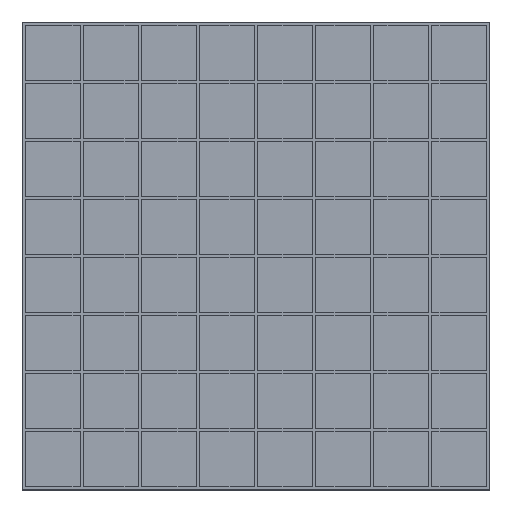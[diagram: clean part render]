
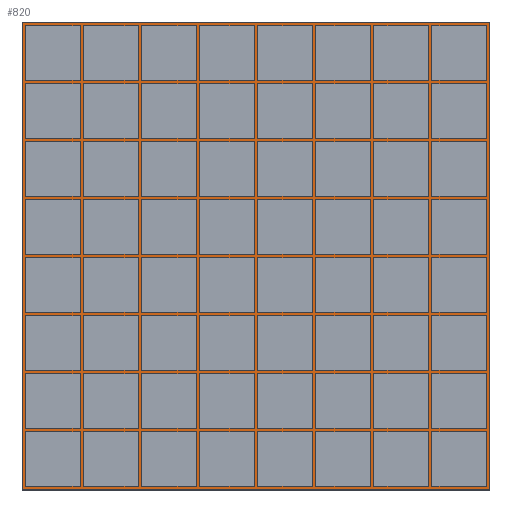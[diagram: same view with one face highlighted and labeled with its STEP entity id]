
A CAD part, top view. The second image highlights one B-rep face of the part: STEP entity #820.
In plain terms, the highlighted planar face has unit normal (0, 0, 1).
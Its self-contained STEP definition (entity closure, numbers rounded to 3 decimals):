
#692=CARTESIAN_POINT('',(12.9,-12.9,5.05));
#693=VERTEX_POINT('',#692);
#700=CARTESIAN_POINT('',(-12.9,-12.9,5.05));
#701=VERTEX_POINT('',#700);
#702=CARTESIAN_POINT('',(12.9,-12.9,5.05));
#703=DIRECTION('',(-1.0,0.0,0.0));
#704=VECTOR('',#703,25.8);
#705=LINE('',#702,#704);
#706=EDGE_CURVE('',#693,#701,#705,.T.);
#730=CARTESIAN_POINT('',(12.9,12.9,5.05));
#731=VERTEX_POINT('',#730);
#748=CARTESIAN_POINT('',(-12.9,12.9,5.05));
#749=VERTEX_POINT('',#748);
#756=CARTESIAN_POINT('',(-12.9,12.9,5.05));
#757=DIRECTION('',(1.0,0.0,0.0));
#758=VECTOR('',#757,25.8);
#759=LINE('',#756,#758);
#760=EDGE_CURVE('',#749,#731,#759,.T.);
#792=CARTESIAN_POINT('',(-12.9,-12.9,5.05));
#793=DIRECTION('',(0.0,1.0,0.0));
#794=VECTOR('',#793,25.8);
#795=LINE('',#792,#794);
#796=EDGE_CURVE('',#701,#749,#795,.T.);
#804=CARTESIAN_POINT('',(0.0,0.,5.05));
#805=DIRECTION('',(0.0,0.0,-1.0));
#806=DIRECTION('',(0.0,1.0,0.0));
#807=AXIS2_PLACEMENT_3D('',#804,#805,#806);
#808=PLANE('',#807);
#809=CARTESIAN_POINT('',(12.9,-12.9,5.05));
#810=DIRECTION('',(0.0,1.0,0.0));
#811=VECTOR('',#810,25.8);
#812=LINE('',#809,#811);
#813=EDGE_CURVE('',#693,#731,#812,.T.);
#814=ORIENTED_EDGE('',*,*,#813,.T.);
#815=ORIENTED_EDGE('',*,*,#760,.F.);
#816=ORIENTED_EDGE('',*,*,#796,.F.);
#817=ORIENTED_EDGE('',*,*,#706,.F.);
#818=EDGE_LOOP('',(#814,#815,#816,#817));
#819=FACE_OUTER_BOUND('',#818,.T.);
#820=ADVANCED_FACE('',(#819),#808,.F.);
